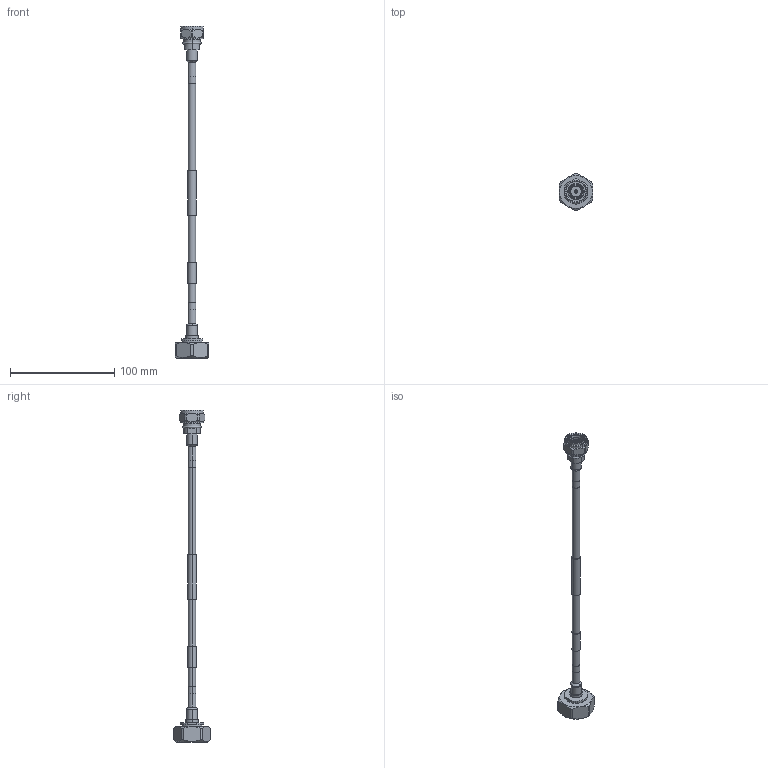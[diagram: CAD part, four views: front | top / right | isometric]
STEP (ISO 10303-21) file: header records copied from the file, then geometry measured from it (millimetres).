
FILE_DESCRIPTION (( 'STEP AP214' ), '1' );
FILE_NAME ('FMCA1856_3D.step', '2025-07-24T23:34:01', ( '' ), ( '' ), 'SwSTEP 2.0', 'SolidWorks 2022', '' );
FILE_SCHEMA (( 'AUTOMOTIVE_DESIGN' ));
Length unit declared in the file: inch
Products named in the file (6): TFT-5G-402^FMCA1856; Heat Shrink^FMCA1856; TC-250-4310M-LP_body; FMCA1856_3D; TC-250-716M-LP; TC-250-4310M-LP
Assembly tree (6 placements, depth 3):
  FMCA1856_3D
    TFT-5G-402^FMCA1856
    Heat Shrink^FMCA1856  x2
    TC-250-4310M-LP
      TC-250-4310M-LP_body
    TC-250-716M-LP
Bounding box: 31.75 x 35.58 x 318.61 mm (x, y, z)
Volume: 27023.6 mm3; surface area: 18840.3 mm2
Topology: 5 solids, 6 shells, 254 faces, 555 edges, 338 vertices
Faces by surface type: cylinder 97, cone 77, plane 57, torus 16, bspline 7
Entity records: 8411 total; most frequent: CARTESIAN_POINT 2740, DIRECTION 1233, ORIENTED_EDGE 1074, EDGE_CURVE 537, AXIS2_PLACEMENT_3D 522, VERTEX_POINT 326, EDGE_LOOP 273, CIRCLE 271
